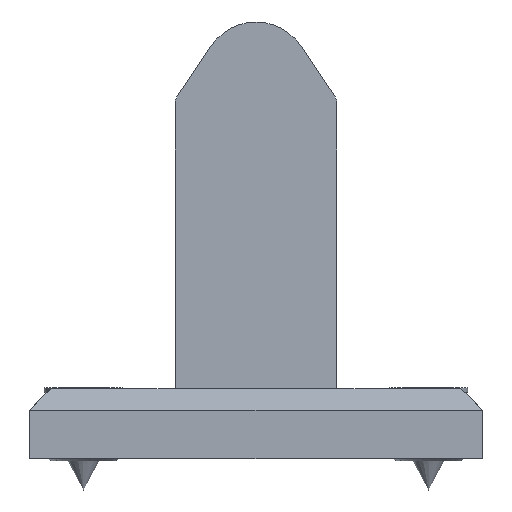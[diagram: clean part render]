
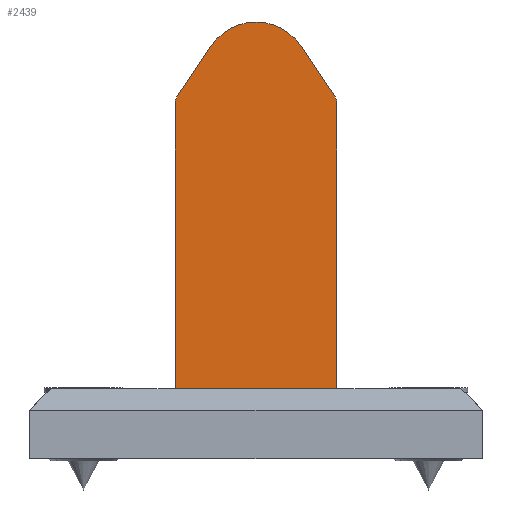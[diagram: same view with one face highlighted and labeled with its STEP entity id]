
A CAD part, front view. The second image highlights one B-rep face of the part: STEP entity #2439.
In plain terms, the highlighted planar face has unit normal (0, -1, 0).
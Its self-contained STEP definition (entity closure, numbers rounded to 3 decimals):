
#140=PLANE('',#2665);
#249=FACE_OUTER_BOUND('',#385,.T.);
#385=EDGE_LOOP('',(#1899,#1900,#1901,#1902,#1903,#1904,#1905,#1906));
#538=LINE('',#3627,#782);
#545=LINE('',#3645,#789);
#552=LINE('',#3662,#796);
#555=LINE('',#3668,#799);
#598=LINE('',#3756,#842);
#782=VECTOR('',#2932,10.);
#789=VECTOR('',#2951,10.);
#796=VECTOR('',#2970,10.);
#799=VECTOR('',#2975,10.);
#842=VECTOR('',#3062,10.);
#992=CIRCLE('',#2633,1.);
#994=CIRCLE('',#2639,5.);
#996=CIRCLE('',#2646,1.);
#1083=VERTEX_POINT('',#3536);
#1119=VERTEX_POINT('',#3624);
#1120=VERTEX_POINT('',#3626);
#1123=VERTEX_POINT('',#3636);
#1125=VERTEX_POINT('',#3644);
#1127=VERTEX_POINT('',#3652);
#1129=VERTEX_POINT('',#3660);
#1131=VERTEX_POINT('',#3667);
#1368=EDGE_CURVE('',#1119,#1120,#538,.T.);
#1373=EDGE_CURVE('',#1123,#1120,#992,.T.);
#1377=EDGE_CURVE('',#1125,#1123,#545,.T.);
#1381=EDGE_CURVE('',#1127,#1125,#994,.T.);
#1386=EDGE_CURVE('',#1083,#1129,#552,.T.);
#1389=EDGE_CURVE('',#1131,#1127,#555,.T.);
#1393=EDGE_CURVE('',#1129,#1131,#996,.T.);
#1434=EDGE_CURVE('',#1083,#1119,#598,.T.);
#1899=ORIENTED_EDGE('',*,*,#1393,.T.);
#1900=ORIENTED_EDGE('',*,*,#1389,.T.);
#1901=ORIENTED_EDGE('',*,*,#1381,.T.);
#1902=ORIENTED_EDGE('',*,*,#1377,.T.);
#1903=ORIENTED_EDGE('',*,*,#1373,.T.);
#1904=ORIENTED_EDGE('',*,*,#1368,.F.);
#1905=ORIENTED_EDGE('',*,*,#1434,.F.);
#1906=ORIENTED_EDGE('',*,*,#1386,.T.);
#2439=ADVANCED_FACE('',(#249),#140,.T.);
#2633=AXIS2_PLACEMENT_3D('',#3637,#2941,#2942);
#2639=AXIS2_PLACEMENT_3D('',#3653,#2959,#2960);
#2646=AXIS2_PLACEMENT_3D('',#3675,#2983,#2984);
#2665=AXIS2_PLACEMENT_3D('',#3755,#3060,#3061);
#2932=DIRECTION('',(0.,0.,1.));
#2941=DIRECTION('center_axis',(0.,-1.,0.));
#2942=DIRECTION('ref_axis',(1.,0.,0.));
#2951=DIRECTION('',(-0.558,0.,-0.83));
#2959=DIRECTION('center_axis',(0.,-1.,0.));
#2960=DIRECTION('ref_axis',(0.83,0.,-0.558));
#2970=DIRECTION('',(0.,0.,1.));
#2975=DIRECTION('',(-0.558,0.,0.83));
#2983=DIRECTION('center_axis',(0.,-1.,0.));
#2984=DIRECTION('ref_axis',(-0.83,0.,-0.558));
#3060=DIRECTION('center_axis',(0.,-1.,0.));
#3061=DIRECTION('ref_axis',(1.,0.,0.));
#3062=DIRECTION('',(-1.,0.,0.));
#3536=CARTESIAN_POINT('',(7.5,-4.,6.5));
#3624=CARTESIAN_POINT('',(-7.5,-4.,6.5));
#3626=CARTESIAN_POINT('',(-7.5,-4.,33.));
#3627=CARTESIAN_POINT('',(-7.5,-4.,6.5));
#3636=CARTESIAN_POINT('',(-7.33,-4.,33.558));
#3637=CARTESIAN_POINT('Origin',(-6.5,-4.,33.));
#3644=CARTESIAN_POINT('',(-4.15,-4.,38.289));
#3645=CARTESIAN_POINT('',(-13.62,-4.,24.2));
#3652=CARTESIAN_POINT('',(4.15,-4.,38.289));
#3653=CARTESIAN_POINT('Origin',(0.,-4.,35.5));
#3660=CARTESIAN_POINT('',(7.5,-4.,33.));
#3662=CARTESIAN_POINT('',(7.5,-4.,6.5));
#3667=CARTESIAN_POINT('',(7.33,-4.,33.558));
#3668=CARTESIAN_POINT('',(9.696,-4.,30.038));
#3675=CARTESIAN_POINT('Origin',(6.5,-4.,33.));
#3755=CARTESIAN_POINT('Origin',(-7.5,-4.,6.5));
#3756=CARTESIAN_POINT('',(-10.5,-4.,6.5));
